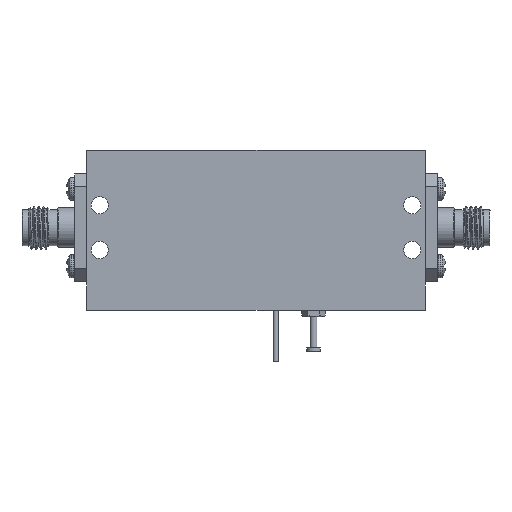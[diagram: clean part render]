
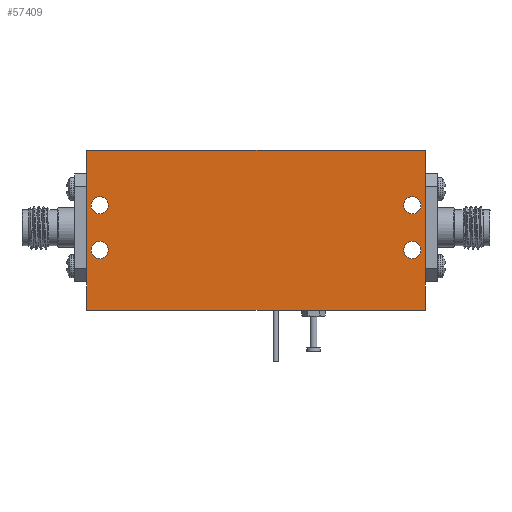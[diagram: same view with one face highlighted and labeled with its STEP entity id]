
A CAD part, front view. The second image highlights one B-rep face of the part: STEP entity #57409.
In plain terms, the highlighted planar face has unit normal (0, -1, 0).
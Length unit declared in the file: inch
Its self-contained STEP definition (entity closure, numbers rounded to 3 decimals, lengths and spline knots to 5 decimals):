
#1479 = FACE_BOUND ( 'NONE', #15623, .T. ) ;
#1510 = DIRECTION ( 'NONE',  ( 0., 0., -1. ) ) ;
#1514 = CIRCLE ( 'NONE', #15172, 0.05 ) ;
#1811 = CARTESIAN_POINT ( 'NONE',  ( 0.91, -0.175, 0.145 ) ) ;
#4507 = DIRECTION ( 'NONE',  ( 0., 1., 0. ) ) ;
#4655 = CIRCLE ( 'NONE', #8890, 0.05 ) ;
#4698 = VERTEX_POINT ( 'NONE', #24933 ) ;
#4947 = AXIS2_PLACEMENT_3D ( 'NONE', #52926, #28379, #48989 ) ;
#5043 = DIRECTION ( 'NONE',  ( 0., 0., 1. ) ) ;
#6704 = CARTESIAN_POINT ( 'NONE',  ( 0., -0.175, 0. ) ) ;
#6798 = DIRECTION ( 'NONE',  ( 0., 1., 0. ) ) ;
#7038 = DIRECTION ( 'NONE',  ( 0., 0., 1. ) ) ;
#7599 = EDGE_LOOP ( 'NONE', ( #19714, #9306 ) ) ;
#7768 = CARTESIAN_POINT ( 'NONE',  ( 0.91, -0.175, -0.115 ) ) ;
#8198 = AXIS2_PLACEMENT_3D ( 'NONE', #41115, #61062, #26414 ) ;
#8462 = DIRECTION ( 'NONE',  ( 0., 0., 1. ) ) ;
#8890 = AXIS2_PLACEMENT_3D ( 'NONE', #38527, #4507, #8462 ) ;
#9146 = EDGE_CURVE ( 'NONE', #4698, #18372, #1514, .T. ) ;
#9306 = ORIENTED_EDGE ( 'NONE', *, *, #47996, .T. ) ;
#9756 = VERTEX_POINT ( 'NONE', #51762 ) ;
#9789 = CARTESIAN_POINT ( 'NONE',  ( 0.91, -0.175, -0.115 ) ) ;
#11435 = DIRECTION ( 'NONE',  ( 0., 0., 1. ) ) ;
#12186 = LINE ( 'NONE', #32387, #41041 ) ;
#13494 = DIRECTION ( 'NONE',  ( -1., 0., 0. ) ) ;
#15113 = VERTEX_POINT ( 'NONE', #41338 ) ;
#15172 = AXIS2_PLACEMENT_3D ( 'NONE', #7768, #6798, #11435 ) ;
#15403 = LINE ( 'NONE', #21223, #46003 ) ;
#15623 = EDGE_LOOP ( 'NONE', ( #58748, #48423 ) ) ;
#15876 = EDGE_LOOP ( 'NONE', ( #61035, #40239 ) ) ;
#16898 = AXIS2_PLACEMENT_3D ( 'NONE', #46748, #21266, #46074 ) ;
#16957 = VERTEX_POINT ( 'NONE', #35627 ) ;
#17050 = CIRCLE ( 'NONE', #27434, 0.05 ) ;
#17061 = AXIS2_PLACEMENT_3D ( 'NONE', #6704, #20811, #41363 ) ;
#18291 = EDGE_CURVE ( 'NONE', #60062, #9756, #17050, .T. ) ;
#18372 = VERTEX_POINT ( 'NONE', #20738 ) ;
#18994 = CARTESIAN_POINT ( 'NONE',  ( -0.985, -0.175, -0.465 ) ) ;
#19476 = EDGE_CURVE ( 'NONE', #22452, #16957, #52997, .T. ) ;
#19714 = ORIENTED_EDGE ( 'NONE', *, *, #22394, .T. ) ;
#19852 = VERTEX_POINT ( 'NONE', #34795 ) ;
#20183 = CARTESIAN_POINT ( 'NONE',  ( 0.985, -0.175, 0.465 ) ) ;
#20738 = CARTESIAN_POINT ( 'NONE',  ( 0.91, -0.175, -0.065 ) ) ;
#20811 = DIRECTION ( 'NONE',  ( 0., -1., 0. ) ) ;
#20946 = CARTESIAN_POINT ( 'NONE',  ( 0.985, -0.175, -0.465 ) ) ;
#21223 = CARTESIAN_POINT ( 'NONE',  ( -0.985, -0.175, 0.465 ) ) ;
#21266 = DIRECTION ( 'NONE',  ( 0., 1., 0. ) ) ;
#21885 = EDGE_CURVE ( 'NONE', #18372, #4698, #41840, .T. ) ;
#22315 = ORIENTED_EDGE ( 'NONE', *, *, #19476, .F. ) ;
#22394 = EDGE_CURVE ( 'NONE', #38447, #36984, #39856, .T. ) ;
#22452 = VERTEX_POINT ( 'NONE', #20946 ) ;
#24253 = EDGE_CURVE ( 'NONE', #16957, #15113, #12186, .T. ) ;
#24664 = DIRECTION ( 'NONE',  ( 0., 1., 0. ) ) ;
#24933 = CARTESIAN_POINT ( 'NONE',  ( 0.91, -0.175, -0.165 ) ) ;
#25504 = EDGE_CURVE ( 'NONE', #9756, #60062, #4655, .T. ) ;
#26105 = CARTESIAN_POINT ( 'NONE',  ( -0.91, -0.175, -0.065 ) ) ;
#26205 = CIRCLE ( 'NONE', #34555, 0.05 ) ;
#26414 = DIRECTION ( 'NONE',  ( 0., 0., 1. ) ) ;
#26671 = DIRECTION ( 'NONE',  ( 0., 1., 0. ) ) ;
#27277 = FACE_OUTER_BOUND ( 'NONE', #58580, .T. ) ;
#27287 = EDGE_LOOP ( 'NONE', ( #56680, #58623 ) ) ;
#27434 = AXIS2_PLACEMENT_3D ( 'NONE', #1811, #26671, #7038 ) ;
#28379 = DIRECTION ( 'NONE',  ( 0., 1., 0. ) ) ;
#28863 = EDGE_CURVE ( 'NONE', #15113, #34871, #15403, .T. ) ;
#30292 = LINE ( 'NONE', #20183, #36090 ) ;
#31881 = FACE_BOUND ( 'NONE', #27287, .T. ) ;
#32387 = CARTESIAN_POINT ( 'NONE',  ( -0.985, -0.175, 0.465 ) ) ;
#32426 = EDGE_CURVE ( 'NONE', #49239, #19852, #48961, .T. ) ;
#32917 = CARTESIAN_POINT ( 'NONE',  ( -0.91, -0.175, -0.165 ) ) ;
#33530 = CARTESIAN_POINT ( 'NONE',  ( 0.985, -0.175, 0.465 ) ) ;
#34267 = DIRECTION ( 'NONE',  ( 0., 1., 0. ) ) ;
#34555 = AXIS2_PLACEMENT_3D ( 'NONE', #49854, #24664, #5043 ) ;
#34795 = CARTESIAN_POINT ( 'NONE',  ( -0.91, -0.175, 0.195 ) ) ;
#34871 = VERTEX_POINT ( 'NONE', #33530 ) ;
#35627 = CARTESIAN_POINT ( 'NONE',  ( -0.985, -0.175, -0.465 ) ) ;
#36090 = VECTOR ( 'NONE', #1510, 39.37008 ) ;
#36614 = AXIS2_PLACEMENT_3D ( 'NONE', #9789, #34267, #59154 ) ;
#36984 = VERTEX_POINT ( 'NONE', #32917 ) ;
#38447 = VERTEX_POINT ( 'NONE', #26105 ) ;
#38527 = CARTESIAN_POINT ( 'NONE',  ( 0.91, -0.175, 0.145 ) ) ;
#39559 = CARTESIAN_POINT ( 'NONE',  ( -0.91, -0.175, 0.095 ) ) ;
#39856 = CIRCLE ( 'NONE', #16898, 0.05 ) ;
#40017 = CARTESIAN_POINT ( 'NONE',  ( 0.91, -0.175, 0.095 ) ) ;
#40239 = ORIENTED_EDGE ( 'NONE', *, *, #18291, .T. ) ;
#41041 = VECTOR ( 'NONE', #57292, 39.37008 ) ;
#41115 = CARTESIAN_POINT ( 'NONE',  ( -0.91, -0.175, 0.145 ) ) ;
#41338 = CARTESIAN_POINT ( 'NONE',  ( -0.985, -0.175, 0.465 ) ) ;
#41363 = DIRECTION ( 'NONE',  ( 0., 0., -1. ) ) ;
#41840 = CIRCLE ( 'NONE', #36614, 0.05 ) ;
#42004 = PLANE ( 'NONE',  #17061 ) ;
#43427 = EDGE_CURVE ( 'NONE', #19852, #49239, #64464, .T. ) ;
#45082 = DIRECTION ( 'NONE',  ( 1., 0., 0. ) ) ;
#46003 = VECTOR ( 'NONE', #45082, 39.37008 ) ;
#46074 = DIRECTION ( 'NONE',  ( 0., 0., 1. ) ) ;
#46160 = ORIENTED_EDGE ( 'NONE', *, *, #24253, .F. ) ;
#46748 = CARTESIAN_POINT ( 'NONE',  ( -0.91, -0.175, -0.115 ) ) ;
#47996 = EDGE_CURVE ( 'NONE', #36984, #38447, #26205, .T. ) ;
#48423 = ORIENTED_EDGE ( 'NONE', *, *, #32426, .T. ) ;
#48499 = ORIENTED_EDGE ( 'NONE', *, *, #28863, .F. ) ;
#48961 = CIRCLE ( 'NONE', #8198, 0.05 ) ;
#48989 = DIRECTION ( 'NONE',  ( 0., 0., 1. ) ) ;
#49239 = VERTEX_POINT ( 'NONE', #39559 ) ;
#49854 = CARTESIAN_POINT ( 'NONE',  ( -0.91, -0.175, -0.115 ) ) ;
#51762 = CARTESIAN_POINT ( 'NONE',  ( 0.91, -0.175, 0.195 ) ) ;
#52149 = FACE_BOUND ( 'NONE', #15876, .T. ) ;
#52726 = VECTOR ( 'NONE', #13494, 39.37008 ) ;
#52926 = CARTESIAN_POINT ( 'NONE',  ( -0.91, -0.175, 0.145 ) ) ;
#52997 = LINE ( 'NONE', #18994, #52726 ) ;
#56680 = ORIENTED_EDGE ( 'NONE', *, *, #21885, .T. ) ;
#57136 = ORIENTED_EDGE ( 'NONE', *, *, #61685, .F. ) ;
#57292 = DIRECTION ( 'NONE',  ( 0., 0., 1. ) ) ;
#57409 = ADVANCED_FACE ( 'NONE', ( #61621, #31881, #1479, #52149, #27277 ), #42004, .T. ) ;
#58580 = EDGE_LOOP ( 'NONE', ( #57136, #48499, #46160, #22315 ) ) ;
#58623 = ORIENTED_EDGE ( 'NONE', *, *, #9146, .T. ) ;
#58748 = ORIENTED_EDGE ( 'NONE', *, *, #43427, .T. ) ;
#59154 = DIRECTION ( 'NONE',  ( 0., 0., 1. ) ) ;
#60062 = VERTEX_POINT ( 'NONE', #40017 ) ;
#61035 = ORIENTED_EDGE ( 'NONE', *, *, #25504, .T. ) ;
#61062 = DIRECTION ( 'NONE',  ( 0., 1., 0. ) ) ;
#61621 = FACE_BOUND ( 'NONE', #7599, .T. ) ;
#61685 = EDGE_CURVE ( 'NONE', #34871, #22452, #30292, .T. ) ;
#64464 = CIRCLE ( 'NONE', #4947, 0.05 ) ;
